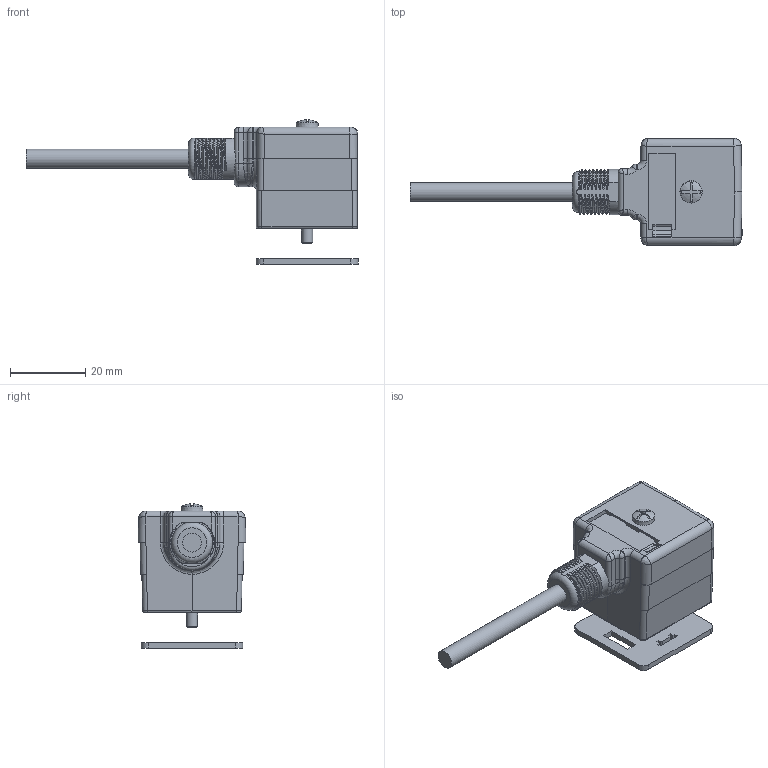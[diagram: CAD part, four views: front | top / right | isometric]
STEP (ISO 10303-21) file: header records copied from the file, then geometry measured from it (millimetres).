
FILE_DESCRIPTION(/* description */ (''),/* implementation_level */ '2;1');
FILE_NAME(/* name */ 'RA-VAG22_1-230_0-m.stp',/* time_stamp */ '2024-09-03T17:00:50+02:00',/* author */ ('ESCHA GmbH & Co. KG'),/* organization */ ('ESCHA GmbH & Co. KG'),/* preprocessor_version */ 'ST-DEVELOPER v19.4',/* originating_system */ 'SIEMENS PLM Software NX2212.8702',/* authorisation */ '');
FILE_SCHEMA (('AUTOMOTIVE_DESIGN { 1 0 10303 214 3 1 1 1 }'));
Length unit declared in the file: millimetre
Products named in the file (1): Aufnahme 20x7 neu
Bounding box: 88.13 x 28.6 x 38.31 mm (x, y, z)
Volume: 23068.4 mm3; surface area: 7466.1 mm2
Topology: 2 solids, 2 shells, 376 faces, 1003 edges, 641 vertices
Faces by surface type: plane 177, cylinder 130, bspline 48, torus 10, extrusion 5, sphere 4, cone 2
Full cylindrical faces by diameter (mm): 1.5 x2, 1.7 x2, 3 x1, 5 x1, 10 x1
Entity records: 25139 total; most frequent: CARTESIAN_POINT 16373, ORIENTED_EDGE 1954, DIRECTION 1539, EDGE_CURVE 977, VERTEX_POINT 637, VECTOR 569, LINE 564, AXIS2_PLACEMENT_3D 485
